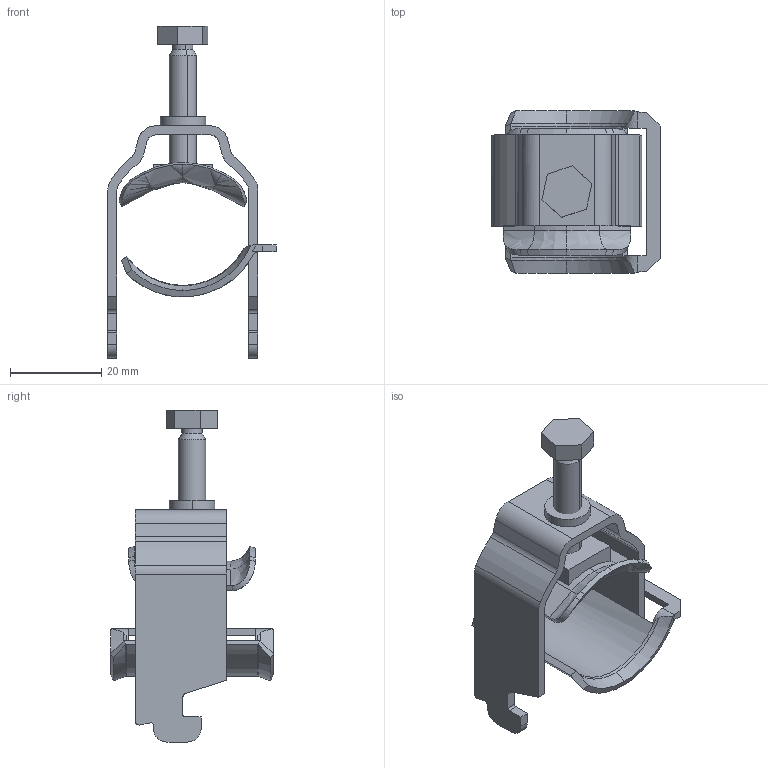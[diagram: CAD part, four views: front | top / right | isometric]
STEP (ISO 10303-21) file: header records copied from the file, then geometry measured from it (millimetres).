
FILE_DESCRIPTION(/* description */ (''),/* implementation_level */ '2;1');
FILE_NAME(/* name */ '1167049',/* time_stamp */ '2015-05-06T13:49:37+02:00',/* author */ (''),/* organization */ (''),/* preprocessor_version */ 'ST-DEVELOPER v15',/* originating_system */ '',/* authorisation */ '');
FILE_SCHEMA (('AUTOMOTIVE_DESIGN'));
Length unit declared in the file: millimetre
Products named in the file (1): Document
Bounding box: 37 x 35.7 x 72.95 mm (x, y, z)
Volume: 8942.7 mm3; surface area: 10677.9 mm2
Topology: 4 solids, 4 shells, 166 faces, 438 edges, 280 vertices
Faces by surface type: bspline 102, plane 64
Entity records: 12624 total; most frequent: CARTESIAN_POINT 10023, ORIENTED_EDGE 876, EDGE_CURVE 438, VERTEX_POINT 280, B_SPLINE_CURVE_WITH_KNOTS 243, EDGE_LOOP 172, ADVANCED_FACE 166, FACE_OUTER_BOUND 166
